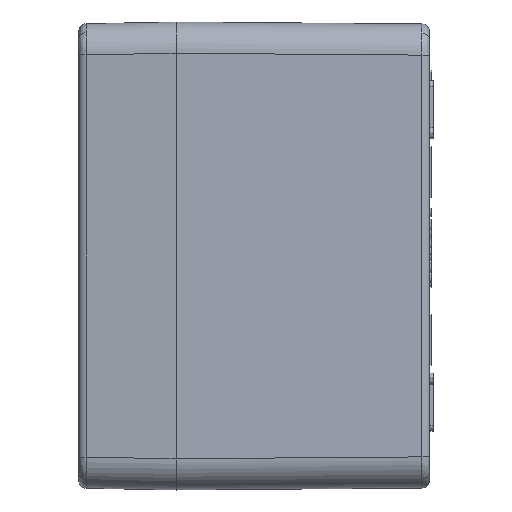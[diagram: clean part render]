
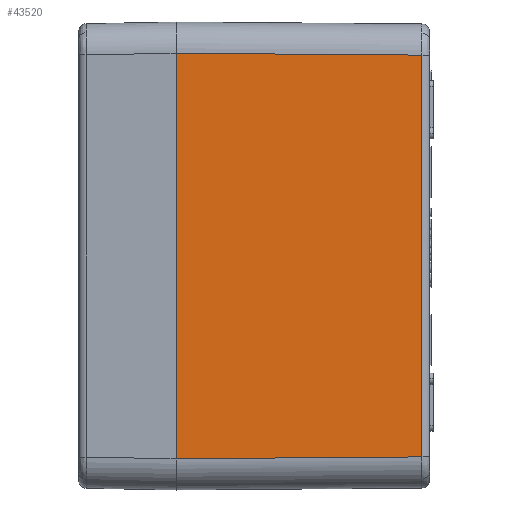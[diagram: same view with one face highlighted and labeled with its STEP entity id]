
A CAD part, left-side view. The second image highlights one B-rep face of the part: STEP entity #43520.
In plain terms, the highlighted planar face has unit normal (-1, -0.008, 0).
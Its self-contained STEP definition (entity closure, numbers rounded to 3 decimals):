
#5352 = VECTOR ( 'NONE', #11318, 1000. ) ;
#5878 = VECTOR ( 'NONE', #13143, 1000. ) ;
#8925 = ORIENTED_EDGE ( 'NONE', *, *, #9422, .T. ) ;
#9422 = EDGE_CURVE ( 'NONE', #33978, #23446, #17505, .T. ) ;
#11318 = DIRECTION ( 'NONE',  ( 0., 0., -1. ) ) ;
#11866 = EDGE_CURVE ( 'NONE', #13846, #33978, #16577, .T. ) ;
#13143 = DIRECTION ( 'NONE',  ( -0.008, 1., 0.008 ) ) ;
#13786 = PLANE ( 'NONE',  #44929 ) ;
#13846 = VERTEX_POINT ( 'NONE', #32485 ) ;
#15520 = VERTEX_POINT ( 'NONE', #26087 ) ;
#16577 = LINE ( 'NONE', #35878, #5878 ) ;
#17505 = LINE ( 'NONE', #47822, #5352 ) ;
#18073 = CARTESIAN_POINT ( 'NONE',  ( -61., 2.06, -52.001 ) ) ;
#18380 = DIRECTION ( 'NONE',  ( 0.008, -1., 0. ) ) ;
#18805 = EDGE_LOOP ( 'NONE', ( #49747, #50354, #26089, #8925 ) ) ;
#19700 = LINE ( 'NONE', #18073, #42523 ) ;
#23446 = VERTEX_POINT ( 'NONE', #50455 ) ;
#24625 = LINE ( 'NONE', #51727, #47443 ) ;
#26087 = CARTESIAN_POINT ( 'NONE',  ( -60.501, -63.015, -51.512 ) ) ;
#26089 = ORIENTED_EDGE ( 'NONE', *, *, #11866, .T. ) ;
#32485 = CARTESIAN_POINT ( 'NONE',  ( -60.501, -63.015, 51.512 ) ) ;
#33978 = VERTEX_POINT ( 'NONE', #51956 ) ;
#35878 = CARTESIAN_POINT ( 'NONE',  ( -60.994, 1.16, 51.994 ) ) ;
#42523 = VECTOR ( 'NONE', #54739, 1000. ) ;
#43520 = ADVANCED_FACE ( 'NONE', ( #48413 ), #13786, .T. ) ;
#44929 = AXIS2_PLACEMENT_3D ( 'NONE', #54662, #45701, #18380 ) ;
#45699 = EDGE_CURVE ( 'NONE', #23446, #15520, #19700, .T. ) ;
#45701 = DIRECTION ( 'NONE',  ( -1., -0.008, 0. ) ) ;
#47443 = VECTOR ( 'NONE', #56337, 1000. ) ;
#47822 = CARTESIAN_POINT ( 'NONE',  ( -60.985, 0., -60. ) ) ;
#48413 = FACE_OUTER_BOUND ( 'NONE', #18805, .T. ) ;
#49747 = ORIENTED_EDGE ( 'NONE', *, *, #45699, .T. ) ;
#50354 = ORIENTED_EDGE ( 'NONE', *, *, #56892, .T. ) ;
#50455 = CARTESIAN_POINT ( 'NONE',  ( -60.985, 0., -51.985 ) ) ;
#51727 = CARTESIAN_POINT ( 'NONE',  ( -60.501, -63.015, 51.497 ) ) ;
#51956 = CARTESIAN_POINT ( 'NONE',  ( -60.985, 0., 51.985 ) ) ;
#54662 = CARTESIAN_POINT ( 'NONE',  ( -61., 2., -60. ) ) ;
#54739 = DIRECTION ( 'NONE',  ( 0.008, -1., 0.008 ) ) ;
#56337 = DIRECTION ( 'NONE',  ( 0., 0., 1. ) ) ;
#56892 = EDGE_CURVE ( 'NONE', #15520, #13846, #24625, .T. ) ;
